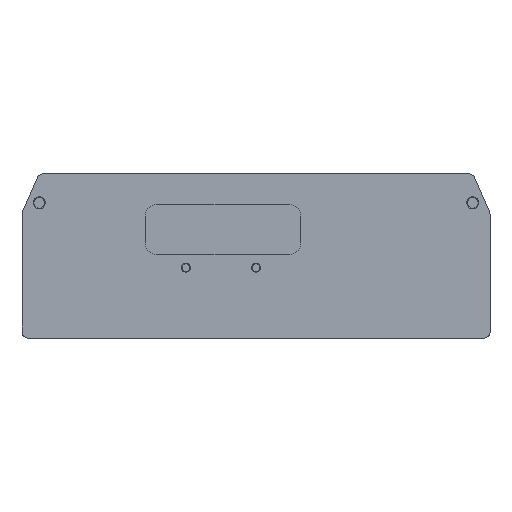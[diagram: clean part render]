
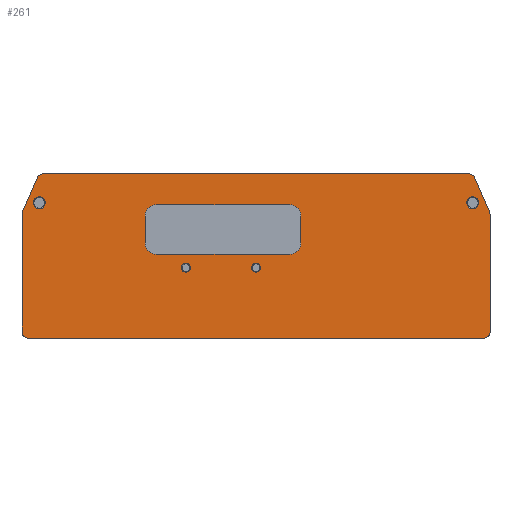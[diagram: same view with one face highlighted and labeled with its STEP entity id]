
A CAD part, top view. The second image highlights one B-rep face of the part: STEP entity #261.
In plain terms, the highlighted planar face has unit normal (0, 0, 1).
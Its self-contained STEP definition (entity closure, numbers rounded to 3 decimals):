
#116=FACE_BOUND('',#366,.T.);
#117=FACE_BOUND('',#367,.T.);
#118=FACE_BOUND('',#368,.T.);
#119=FACE_BOUND('',#369,.T.);
#120=FACE_BOUND('',#370,.T.);
#121=FACE_BOUND('',#371,.T.);
#198=CIRCLE('',#873,1.);
#200=CIRCLE('',#877,1.);
#202=CIRCLE('',#881,1.);
#204=CIRCLE('',#885,1.);
#206=CIRCLE('',#889,1.);
#208=CIRCLE('',#893,1.);
#209=CIRCLE('',#895,1.86);
#210=CIRCLE('',#896,1.86);
#211=CIRCLE('',#897,1.86);
#212=CIRCLE('',#898,1.86);
#213=CIRCLE('',#899,0.98);
#214=CIRCLE('',#900,0.73);
#215=CIRCLE('',#901,0.73);
#216=CIRCLE('',#902,0.98);
#261=ADVANCED_FACE('',(#116,#117,#118,#119,#120,#121),#310,.T.);
#310=PLANE('',#903);
#366=EDGE_LOOP('',(#490,#491,#492,#493,#494,#495,#496,#497));
#367=EDGE_LOOP('',(#498));
#368=EDGE_LOOP('',(#499));
#369=EDGE_LOOP('',(#500));
#370=EDGE_LOOP('',(#501));
#371=EDGE_LOOP('',(#502,#503,#504,#505,#506,#507,#508,#509,#510,#511,#512,
#513));
#490=ORIENTED_EDGE('',*,*,#734,.T.);
#491=ORIENTED_EDGE('',*,*,#735,.T.);
#492=ORIENTED_EDGE('',*,*,#736,.T.);
#493=ORIENTED_EDGE('',*,*,#737,.T.);
#494=ORIENTED_EDGE('',*,*,#738,.T.);
#495=ORIENTED_EDGE('',*,*,#739,.T.);
#496=ORIENTED_EDGE('',*,*,#740,.T.);
#497=ORIENTED_EDGE('',*,*,#741,.T.);
#498=ORIENTED_EDGE('',*,*,#742,.T.);
#499=ORIENTED_EDGE('',*,*,#743,.T.);
#500=ORIENTED_EDGE('',*,*,#744,.T.);
#501=ORIENTED_EDGE('',*,*,#745,.T.);
#502=ORIENTED_EDGE('',*,*,#700,.T.);
#503=ORIENTED_EDGE('',*,*,#704,.T.);
#504=ORIENTED_EDGE('',*,*,#707,.T.);
#505=ORIENTED_EDGE('',*,*,#710,.T.);
#506=ORIENTED_EDGE('',*,*,#713,.T.);
#507=ORIENTED_EDGE('',*,*,#716,.T.);
#508=ORIENTED_EDGE('',*,*,#719,.T.);
#509=ORIENTED_EDGE('',*,*,#722,.T.);
#510=ORIENTED_EDGE('',*,*,#725,.T.);
#511=ORIENTED_EDGE('',*,*,#728,.T.);
#512=ORIENTED_EDGE('',*,*,#731,.T.);
#513=ORIENTED_EDGE('',*,*,#733,.T.);
#628=VERTEX_POINT('',#1227);
#629=VERTEX_POINT('',#1229);
#631=VERTEX_POINT('',#1235);
#633=VERTEX_POINT('',#1241);
#635=VERTEX_POINT('',#1247);
#637=VERTEX_POINT('',#1253);
#639=VERTEX_POINT('',#1259);
#641=VERTEX_POINT('',#1265);
#643=VERTEX_POINT('',#1271);
#645=VERTEX_POINT('',#1277);
#647=VERTEX_POINT('',#1283);
#649=VERTEX_POINT('',#1289);
#650=VERTEX_POINT('',#1296);
#651=VERTEX_POINT('',#1297);
#652=VERTEX_POINT('',#1299);
#653=VERTEX_POINT('',#1301);
#654=VERTEX_POINT('',#1303);
#655=VERTEX_POINT('',#1305);
#656=VERTEX_POINT('',#1307);
#657=VERTEX_POINT('',#1309);
#658=VERTEX_POINT('',#1312);
#659=VERTEX_POINT('',#1314);
#660=VERTEX_POINT('',#1316);
#661=VERTEX_POINT('',#1318);
#700=EDGE_CURVE('',#629,#628,#792,.T.);
#704=EDGE_CURVE('',#628,#631,#198,.T.);
#707=EDGE_CURVE('',#631,#633,#797,.T.);
#710=EDGE_CURVE('',#633,#635,#200,.T.);
#713=EDGE_CURVE('',#635,#637,#801,.T.);
#716=EDGE_CURVE('',#637,#639,#202,.T.);
#719=EDGE_CURVE('',#639,#641,#805,.T.);
#722=EDGE_CURVE('',#641,#643,#204,.T.);
#725=EDGE_CURVE('',#643,#645,#809,.T.);
#728=EDGE_CURVE('',#645,#647,#206,.T.);
#731=EDGE_CURVE('',#647,#649,#813,.T.);
#733=EDGE_CURVE('',#649,#629,#208,.T.);
#734=EDGE_CURVE('',#650,#651,#209,.T.);
#735=EDGE_CURVE('',#651,#652,#814,.T.);
#736=EDGE_CURVE('',#652,#653,#210,.T.);
#737=EDGE_CURVE('',#653,#654,#815,.T.);
#738=EDGE_CURVE('',#654,#655,#211,.T.);
#739=EDGE_CURVE('',#655,#656,#816,.T.);
#740=EDGE_CURVE('',#656,#657,#212,.T.);
#741=EDGE_CURVE('',#657,#650,#817,.T.);
#742=EDGE_CURVE('',#658,#658,#213,.T.);
#743=EDGE_CURVE('',#659,#659,#214,.T.);
#744=EDGE_CURVE('',#660,#660,#215,.T.);
#745=EDGE_CURVE('',#661,#661,#216,.T.);
#792=LINE('',#1228,#832);
#797=LINE('',#1242,#837);
#801=LINE('',#1254,#841);
#805=LINE('',#1266,#845);
#809=LINE('',#1278,#849);
#813=LINE('',#1290,#853);
#814=LINE('',#1298,#854);
#815=LINE('',#1302,#855);
#816=LINE('',#1306,#856);
#817=LINE('',#1310,#857);
#832=VECTOR('',#978,1.);
#837=VECTOR('',#991,1.);
#841=VECTOR('',#1003,1.);
#845=VECTOR('',#1015,1.);
#849=VECTOR('',#1027,1.);
#853=VECTOR('',#1039,1.);
#854=VECTOR('',#1050,1.);
#855=VECTOR('',#1053,1.);
#856=VECTOR('',#1056,1.);
#857=VECTOR('',#1059,1.);
#873=AXIS2_PLACEMENT_3D('',#1236,#985,#986);
#877=AXIS2_PLACEMENT_3D('',#1248,#997,#998);
#881=AXIS2_PLACEMENT_3D('',#1260,#1009,#1010);
#885=AXIS2_PLACEMENT_3D('',#1272,#1021,#1022);
#889=AXIS2_PLACEMENT_3D('',#1284,#1033,#1034);
#893=AXIS2_PLACEMENT_3D('',#1293,#1044,#1045);
#895=AXIS2_PLACEMENT_3D('',#1295,#1048,#1049);
#896=AXIS2_PLACEMENT_3D('',#1300,#1051,#1052);
#897=AXIS2_PLACEMENT_3D('',#1304,#1054,#1055);
#898=AXIS2_PLACEMENT_3D('',#1308,#1057,#1058);
#899=AXIS2_PLACEMENT_3D('',#1311,#1060,#1061);
#900=AXIS2_PLACEMENT_3D('',#1313,#1062,#1063);
#901=AXIS2_PLACEMENT_3D('',#1315,#1064,#1065);
#902=AXIS2_PLACEMENT_3D('',#1317,#1066,#1067);
#903=AXIS2_PLACEMENT_3D('',#1319,#1068,#1069);
#978=DIRECTION('',(0.,-1.,0.));
#985=DIRECTION('',(0.,0.,1.));
#986=DIRECTION('',(-1.,0.,0.));
#991=DIRECTION('',(1.,0.,0.));
#997=DIRECTION('',(0.,0.,1.));
#998=DIRECTION('',(1.,0.,0.));
#1003=DIRECTION('',(0.,1.,0.));
#1009=DIRECTION('',(0.,0.,1.));
#1010=DIRECTION('',(1.,0.,0.));
#1015=DIRECTION('',(-0.401,0.916,0.));
#1021=DIRECTION('',(0.,0.,1.));
#1022=DIRECTION('',(1.,0.,0.));
#1027=DIRECTION('',(-1.,0.,0.));
#1033=DIRECTION('',(0.,0.,1.));
#1034=DIRECTION('',(-1.,0.,0.));
#1039=DIRECTION('',(-0.401,-0.916,0.));
#1044=DIRECTION('',(0.,0.,1.));
#1045=DIRECTION('',(-1.,0.,0.));
#1048=DIRECTION('',(0.,0.,-1.));
#1049=DIRECTION('',(1.,0.,0.));
#1050=DIRECTION('',(0.,1.,0.));
#1051=DIRECTION('',(0.,0.,-1.));
#1052=DIRECTION('',(1.,0.,0.));
#1053=DIRECTION('',(1.,0.,0.));
#1054=DIRECTION('',(0.,0.,-1.));
#1055=DIRECTION('',(1.,0.,0.));
#1056=DIRECTION('',(0.,-1.,0.));
#1057=DIRECTION('',(0.,0.,-1.));
#1058=DIRECTION('',(1.,0.,0.));
#1059=DIRECTION('',(-1.,0.,0.));
#1060=DIRECTION('',(0.,0.,-1.));
#1061=DIRECTION('',(1.,0.,0.));
#1062=DIRECTION('',(0.,0.,-1.));
#1063=DIRECTION('',(1.,0.,0.));
#1064=DIRECTION('',(0.,0.,-1.));
#1065=DIRECTION('',(1.,0.,0.));
#1066=DIRECTION('',(0.,0.,-1.));
#1067=DIRECTION('',(1.,0.,0.));
#1068=DIRECTION('',(0.,0.,1.));
#1069=DIRECTION('',(-1.,0.,0.));
#1227=CARTESIAN_POINT('',(-38.,1.,2.48));
#1228=CARTESIAN_POINT('',(-38.,20.131,2.48));
#1229=CARTESIAN_POINT('',(-38.,20.131,2.48));
#1235=CARTESIAN_POINT('',(-37.,0.,2.48));
#1236=CARTESIAN_POINT('',(-37.,1.,2.48));
#1241=CARTESIAN_POINT('',(37.,0.,2.48));
#1242=CARTESIAN_POINT('',(-37.,0.,2.48));
#1247=CARTESIAN_POINT('',(38.,1.,2.48));
#1248=CARTESIAN_POINT('',(37.,1.,2.48));
#1253=CARTESIAN_POINT('',(38.,20.131,2.48));
#1254=CARTESIAN_POINT('',(38.,1.,2.48));
#1259=CARTESIAN_POINT('',(37.916,20.532,2.48));
#1260=CARTESIAN_POINT('',(37.,20.131,2.48));
#1265=CARTESIAN_POINT('',(35.482,26.101,2.48));
#1266=CARTESIAN_POINT('',(37.916,20.532,2.48));
#1271=CARTESIAN_POINT('',(34.566,26.7,2.48));
#1272=CARTESIAN_POINT('',(34.566,25.7,2.48));
#1277=CARTESIAN_POINT('',(-34.566,26.7,2.48));
#1278=CARTESIAN_POINT('',(34.566,26.7,2.48));
#1283=CARTESIAN_POINT('',(-35.482,26.101,2.48));
#1284=CARTESIAN_POINT('',(-34.566,25.7,2.48));
#1289=CARTESIAN_POINT('',(-37.916,20.532,2.48));
#1290=CARTESIAN_POINT('',(-35.482,26.101,2.48));
#1293=CARTESIAN_POINT('',(-37.,20.131,2.48));
#1295=CARTESIAN_POINT('',(-16.14,15.46,2.48));
#1296=CARTESIAN_POINT('',(-16.14,13.6,2.48));
#1297=CARTESIAN_POINT('',(-18.,15.46,2.48));
#1298=CARTESIAN_POINT('',(-18.,15.46,2.48));
#1299=CARTESIAN_POINT('',(-18.,19.84,2.48));
#1300=CARTESIAN_POINT('',(-16.14,19.84,2.48));
#1301=CARTESIAN_POINT('',(-16.14,21.7,2.48));
#1302=CARTESIAN_POINT('',(-16.14,21.7,2.48));
#1303=CARTESIAN_POINT('',(5.44,21.7,2.48));
#1304=CARTESIAN_POINT('',(5.44,19.84,2.48));
#1305=CARTESIAN_POINT('',(7.3,19.84,2.48));
#1306=CARTESIAN_POINT('',(7.3,19.84,2.48));
#1307=CARTESIAN_POINT('',(7.3,15.46,2.48));
#1308=CARTESIAN_POINT('',(5.44,15.46,2.48));
#1309=CARTESIAN_POINT('',(5.44,13.6,2.48));
#1310=CARTESIAN_POINT('',(5.44,13.6,2.48));
#1311=CARTESIAN_POINT('',(35.19,21.98,2.48));
#1312=CARTESIAN_POINT('',(36.17,21.98,2.48));
#1313=CARTESIAN_POINT('',(0.01,11.44,2.48));
#1314=CARTESIAN_POINT('',(0.74,11.44,2.48));
#1315=CARTESIAN_POINT('',(-11.39,11.44,2.48));
#1316=CARTESIAN_POINT('',(-10.66,11.44,2.48));
#1317=CARTESIAN_POINT('',(-35.19,21.98,2.48));
#1318=CARTESIAN_POINT('',(-34.21,21.98,2.48));
#1319=CARTESIAN_POINT('',(-37.,1.,2.48));
